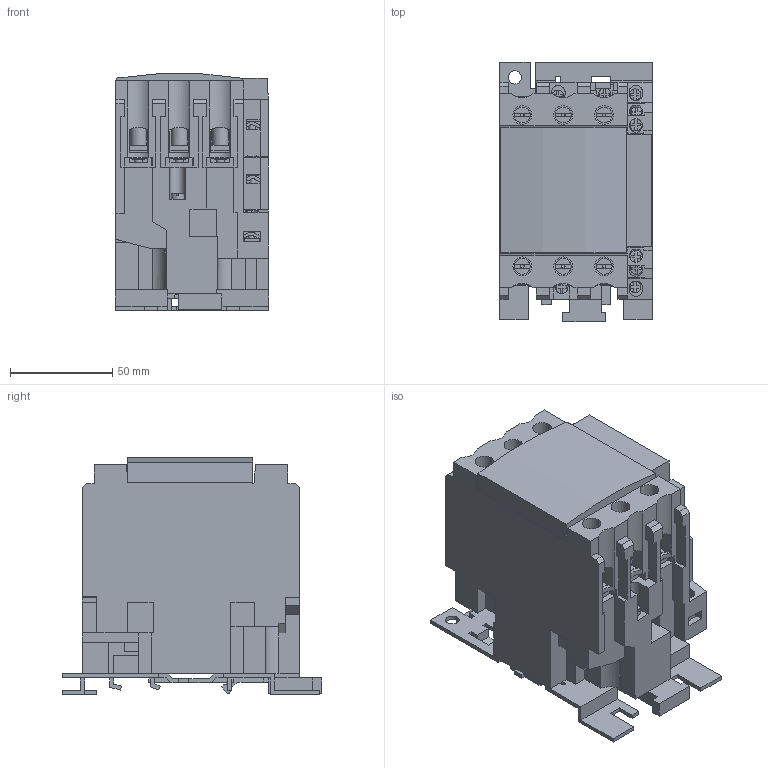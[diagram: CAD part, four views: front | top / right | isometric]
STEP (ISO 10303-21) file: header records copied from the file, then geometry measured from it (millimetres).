
FILE_DESCRIPTION (( 'STEP AP203' ), '1' );
FILE_NAME ('3d êìè-à_ 3 ãàáàðèò.STEP', '2022-12-11T12:15:23', ( '' ), ( '' ), 'SwSTEP 2.0', 'SolidWorks 2016', '' );
FILE_SCHEMA (( 'CONFIG_CONTROL_DESIGN' ));
Length unit declared in the file: millimetre
Products named in the file (1): 3d êìè-à_ 3 ãàáàðèò
Bounding box: 74.8 x 127 x 115.61 mm (x, y, z)
Volume: 685235.3 mm3; surface area: 96187.6 mm2
Topology: 1 solids, 1 shells, 1237 faces, 3596 edges, 2372 vertices
Faces by surface type: plane 946, cylinder 250, bspline 41
Entity records: 43270 total; most frequent: CARTESIAN_POINT 11209, ORIENTED_EDGE 7180, DIRECTION 5909, EDGE_CURVE 3590, VECTOR 2757, LINE 2757, VERTEX_POINT 2369, AXIS2_PLACEMENT_3D 1576
